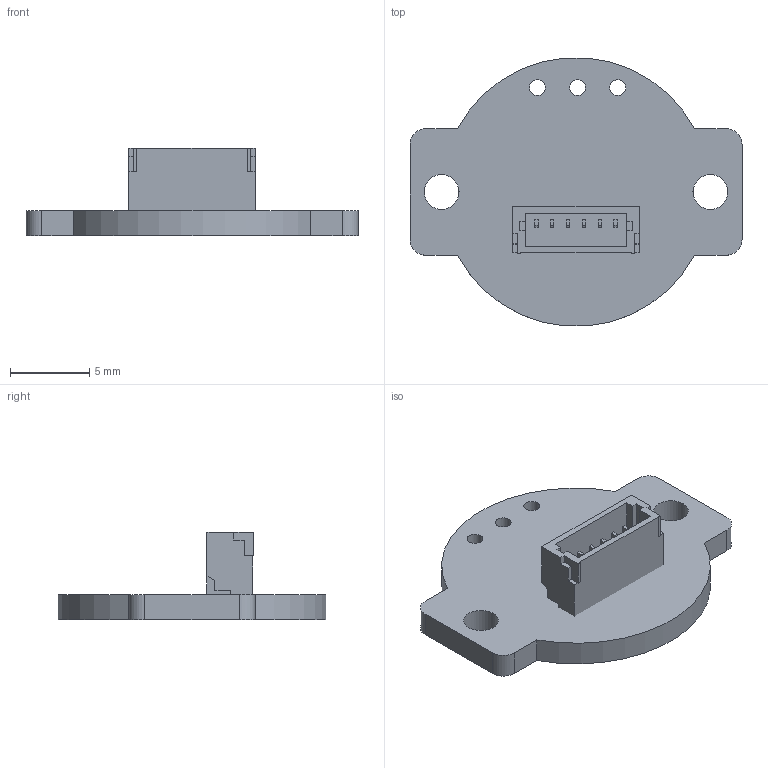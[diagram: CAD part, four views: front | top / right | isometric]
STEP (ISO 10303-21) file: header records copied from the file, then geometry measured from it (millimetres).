
FILE_DESCRIPTION(('KiCad electronic assembly'),'2;1');
FILE_NAME('Encoder.step','2022-01-03T22:55:57',('Pcbnew'),('Kicad'), 'Open CASCADE STEP processor 7.6','KiCad to STEP converter','Unknown' );
FILE_SCHEMA(('AUTOMOTIVE_DESIGN { 1 0 10303 214 1 1 1 1 }'));
Length unit declared in the file: millimetre
Products named in the file (4): Encoder 1; SM06B-SRSS-TB; SOLID; Encoder PCB
Assembly tree (3 placements, depth 3):
  Encoder 1
    SM06B-SRSS-TB
      SOLID
    Encoder PCB
Bounding box: 21 x 16.94 x 5.54 mm (x, y, z)
Volume: 461.8 mm3; surface area: 854.7 mm2
Topology: 2 solids, 2 shells, 130 faces, 355 edges, 236 vertices
Faces by surface type: bspline 111, cylinder 11, plane 8
Full cylindrical faces by diameter (mm): 1 x3, 2.2 x2
Entity records: 8705 total; most frequent: CARTESIAN_POINT 2812, B_SPLINE_CURVE_WITH_KNOTS 912, ORIENTED_EDGE 710, PCURVE 710, DEFINITIONAL_REPRESENTATION 710, EDGE_CURVE 355, SURFACE_CURVE 350, VERTEX_POINT 236
